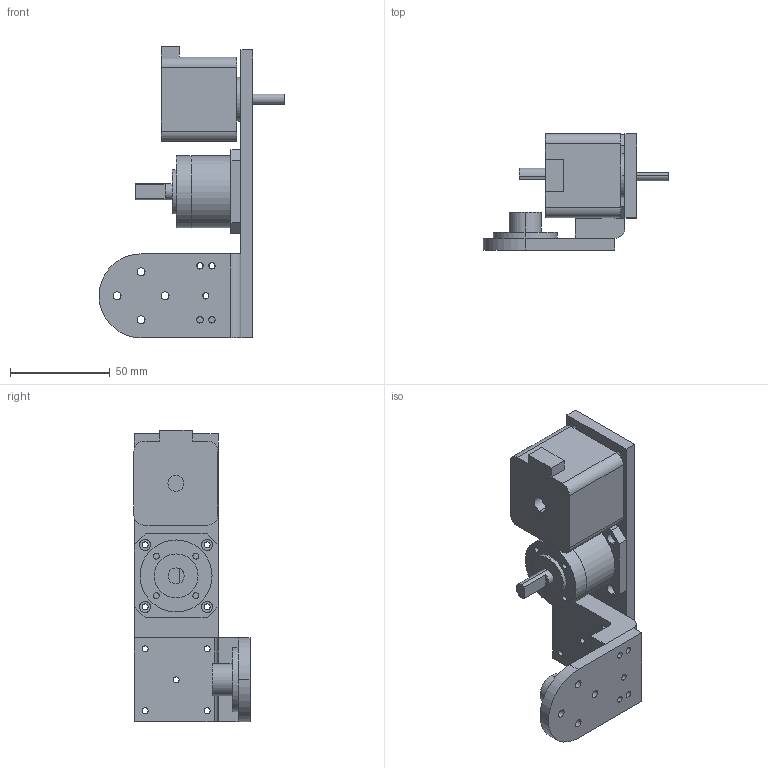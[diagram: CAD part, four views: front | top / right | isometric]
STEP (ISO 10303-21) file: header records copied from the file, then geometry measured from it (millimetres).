
FILE_DESCRIPTION (( 'STEP AP214' ), '1' );
FILE_NAME ('Öá2-new.STEP', '2024-06-29T07:42:33', ( '' ), ( '' ), 'SwSTEP 2.0', 'SolidWorks 2021', '' );
FILE_SCHEMA (( 'AUTOMOTIVE_DESIGN' ));
Length unit declared in the file: millimetre
Products named in the file (7): 42祭輛萇儂-38mm詢; 粣2-new; 粣2-3-捚親薯; 42俴陎熬厒ん-媼撰-32.5mm詢-13.7,19.2; 轴2-2-直角连接中间件; 楊擘薊粣ん-8mm; 粣2-1-捚親薯
Assembly tree (6 placements, depth 2):
  粣2-new
    楊擘薊粣ん-8mm
    42祭輛萇儂-38mm詢
    42俴陎熬厒ん-媼撰-32.5mm詢-13.7,19.2
    粣2-1-捚親薯
    轴2-2-直角连接中间件
    粣2-3-捚親薯
Bounding box: 93 x 58.1 x 145.89 mm (x, y, z)
Volume: 182651 mm3; surface area: 52628.9 mm2
Topology: 6 solids, 6 shells, 216 faces, 547 edges, 364 vertices
Faces by surface type: cylinder 140, plane 76
Entity records: 7337 total; most frequent: DIRECTION 1279, CARTESIAN_POINT 1136, ORIENTED_EDGE 1094, EDGE_CURVE 547, AXIS2_PLACEMENT_3D 507, VERTEX_POINT 364, EDGE_LOOP 323, CIRCLE 282
